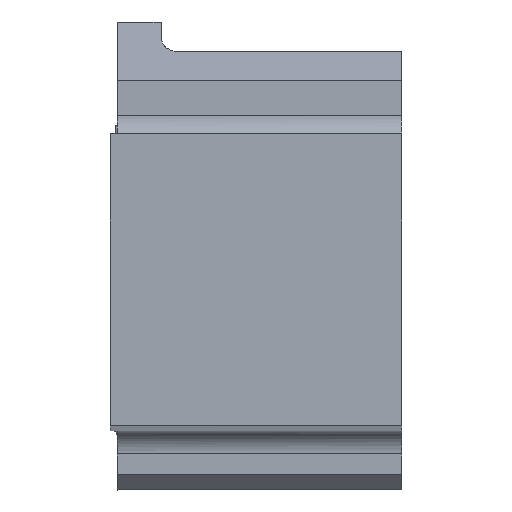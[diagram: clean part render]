
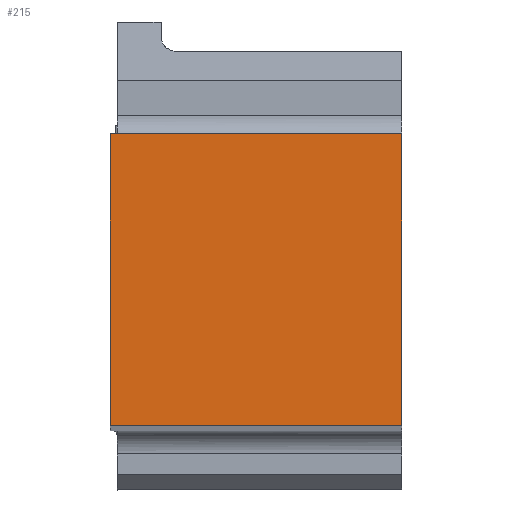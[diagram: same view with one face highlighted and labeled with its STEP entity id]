
A CAD part, top view. The second image highlights one B-rep face of the part: STEP entity #215.
In plain terms, the highlighted planar face has unit normal (0, 0, 1).
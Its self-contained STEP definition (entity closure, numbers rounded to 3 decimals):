
#215=ADVANCED_FACE('',(#404),#314,.T.);
#314=PLANE('',#3018);
#404=FACE_OUTER_BOUND('',#538,.T.);
#538=EDGE_LOOP('',(#1040,#1041,#1042,#1043));
#1040=ORIENTED_EDGE('',*,*,#1924,.T.);
#1041=ORIENTED_EDGE('',*,*,#1794,.F.);
#1042=ORIENTED_EDGE('',*,*,#1923,.F.);
#1043=ORIENTED_EDGE('',*,*,#1921,.F.);
#1486=VERTEX_POINT('',#4713);
#1487=VERTEX_POINT('',#4715);
#1580=VERTEX_POINT('',#5053);
#1581=VERTEX_POINT('',#5055);
#1794=EDGE_CURVE('',#1486,#1487,#2448,.T.);
#1921=EDGE_CURVE('',#1580,#1581,#2523,.T.);
#1923=EDGE_CURVE('',#1581,#1486,#2525,.T.);
#1924=EDGE_CURVE('',#1580,#1487,#2526,.T.);
#2448=LINE('',#4714,#2660);
#2523=LINE('',#5054,#2735);
#2525=LINE('',#5058,#2737);
#2526=LINE('',#5060,#2738);
#2660=VECTOR('',#3331,1.);
#2735=VECTOR('',#3554,1.);
#2737=VECTOR('',#3558,1.);
#2738=VECTOR('',#3561,1.);
#3018=AXIS2_PLACEMENT_3D('',#5061,#3562,#3563);
#3331=DIRECTION('',(0.,-1.,0.));
#3554=DIRECTION('',(0.,1.,0.));
#3558=DIRECTION('',(1.,0.,0.));
#3561=DIRECTION('',(1.,0.,0.));
#3562=DIRECTION('',(0.,0.,1.));
#3563=DIRECTION('',(-1.,0.,0.));
#4713=CARTESIAN_POINT('',(0.,10.,0.));
#4714=CARTESIAN_POINT('',(0.,10.,0.));
#4715=CARTESIAN_POINT('',(0.,0.,0.));
#5053=CARTESIAN_POINT('',(-10.,0.,0.));
#5054=CARTESIAN_POINT('',(-10.,0.,0.));
#5055=CARTESIAN_POINT('',(-10.,10.,0.));
#5058=CARTESIAN_POINT('',(-10.,10.,0.));
#5060=CARTESIAN_POINT('',(-10.,0.,0.));
#5061=CARTESIAN_POINT('',(-5.,5.,0.));
